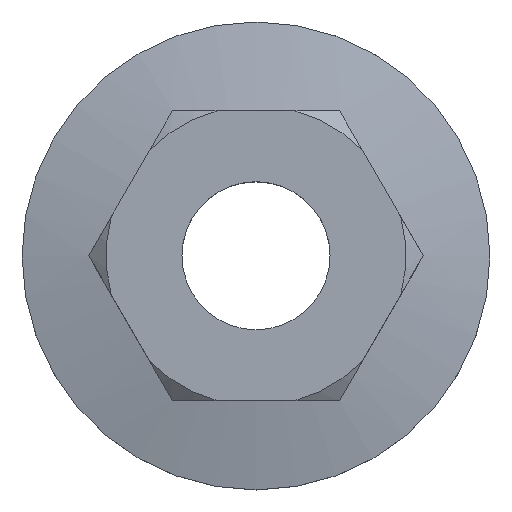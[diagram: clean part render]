
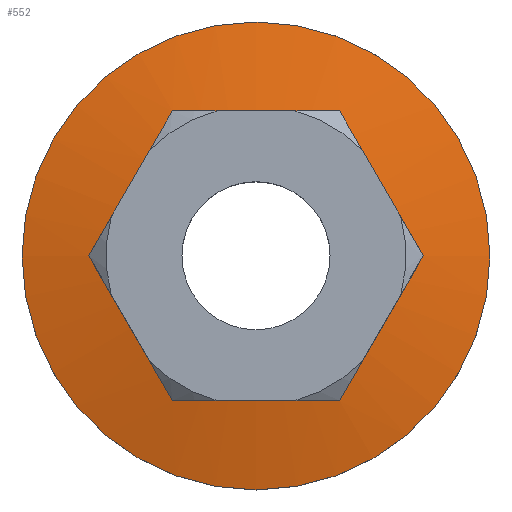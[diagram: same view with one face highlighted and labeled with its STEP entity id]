
A CAD part, top view. The second image highlights one B-rep face of the part: STEP entity #552.
In plain terms, the highlighted spherical face has radius 41.444 mm.
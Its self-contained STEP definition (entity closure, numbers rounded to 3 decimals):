
#90=ORIENTED_EDGE('',*,*,#206,.T.);
#91=ORIENTED_EDGE('',*,*,#207,.F.);
#92=ORIENTED_EDGE('',*,*,#208,.T.);
#93=ORIENTED_EDGE('',*,*,#209,.F.);
#94=ORIENTED_EDGE('',*,*,#210,.T.);
#95=ORIENTED_EDGE('',*,*,#211,.F.);
#96=ORIENTED_EDGE('',*,*,#212,.T.);
#97=ORIENTED_EDGE('',*,*,#213,.F.);
#98=ORIENTED_EDGE('',*,*,#214,.T.);
#99=ORIENTED_EDGE('',*,*,#215,.F.);
#100=ORIENTED_EDGE('',*,*,#216,.T.);
#101=ORIENTED_EDGE('',*,*,#217,.F.);
#102=ORIENTED_EDGE('',*,*,#218,.F.);
#206=EDGE_CURVE('',#264,#265,#304,.T.);
#207=EDGE_CURVE('',#266,#265,#305,.F.);
#208=EDGE_CURVE('',#266,#267,#306,.T.);
#209=EDGE_CURVE('',#268,#267,#307,.F.);
#210=EDGE_CURVE('',#268,#269,#308,.T.);
#211=EDGE_CURVE('',#270,#269,#309,.F.);
#212=EDGE_CURVE('',#270,#271,#310,.T.);
#213=EDGE_CURVE('',#272,#271,#311,.F.);
#214=EDGE_CURVE('',#272,#273,#312,.T.);
#215=EDGE_CURVE('',#274,#273,#313,.F.);
#216=EDGE_CURVE('',#274,#275,#314,.T.);
#217=EDGE_CURVE('',#264,#275,#315,.F.);
#218=EDGE_CURVE('',#276,#276,#316,.T.);
#264=VERTEX_POINT('',#756);
#265=VERTEX_POINT('',#757);
#266=VERTEX_POINT('',#759);
#267=VERTEX_POINT('',#761);
#268=VERTEX_POINT('',#763);
#269=VERTEX_POINT('',#765);
#270=VERTEX_POINT('',#767);
#271=VERTEX_POINT('',#769);
#272=VERTEX_POINT('',#771);
#273=VERTEX_POINT('',#773);
#274=VERTEX_POINT('',#775);
#275=VERTEX_POINT('',#777);
#276=VERTEX_POINT('',#780);
#304=CIRCLE('',#581,40.931);
#305=CIRCLE('',#582,7.505);
#306=CIRCLE('',#583,40.931);
#307=CIRCLE('',#584,7.505);
#308=CIRCLE('',#585,40.931);
#309=CIRCLE('',#586,7.505);
#310=CIRCLE('',#587,40.931);
#311=CIRCLE('',#588,7.505);
#312=CIRCLE('',#589,40.931);
#313=CIRCLE('',#590,7.505);
#314=CIRCLE('',#591,40.931);
#315=CIRCLE('',#592,7.505);
#316=CIRCLE('',#593,10.5);
#332=EDGE_LOOP('',(#90,#91,#92,#93,#94,#95,#96,#97,#98,#99,#100,#101));
#333=EDGE_LOOP('',(#102));
#360=FACE_BOUND('',#332,.T.);
#361=FACE_BOUND('',#333,.T.);
#388=SPHERICAL_SURFACE('',#580,41.444);
#552=ADVANCED_FACE('',(#360,#361),#388,.T.);
#580=AXIS2_PLACEMENT_3D('',#754,#633,#634);
#581=AXIS2_PLACEMENT_3D('',#755,#635,#636);
#582=AXIS2_PLACEMENT_3D('',#758,#637,#638);
#583=AXIS2_PLACEMENT_3D('',#760,#639,#640);
#584=AXIS2_PLACEMENT_3D('',#762,#641,#642);
#585=AXIS2_PLACEMENT_3D('',#764,#643,#644);
#586=AXIS2_PLACEMENT_3D('',#766,#645,#646);
#587=AXIS2_PLACEMENT_3D('',#768,#647,#648);
#588=AXIS2_PLACEMENT_3D('',#770,#649,#650);
#589=AXIS2_PLACEMENT_3D('',#772,#651,#652);
#590=AXIS2_PLACEMENT_3D('',#774,#653,#654);
#591=AXIS2_PLACEMENT_3D('',#776,#655,#656);
#592=AXIS2_PLACEMENT_3D('',#778,#657,#658);
#593=AXIS2_PLACEMENT_3D('',#779,#659,#660);
#633=DIRECTION('',(0.,0.,-1.));
#634=DIRECTION('',(0.,1.,0.));
#635=DIRECTION('',(0.,1.,0.));
#636=DIRECTION('',(0.,0.,1.));
#637=DIRECTION('',(0.,0.,-1.));
#638=DIRECTION('',(-1.,0.,0.));
#639=DIRECTION('',(0.866,0.5,0.));
#640=DIRECTION('',(-0.5,0.866,0.));
#641=DIRECTION('',(0.,0.,-1.));
#642=DIRECTION('',(-1.,0.,0.));
#643=DIRECTION('',(0.866,-0.5,0.));
#644=DIRECTION('',(0.5,0.866,0.));
#645=DIRECTION('',(0.,0.,-1.));
#646=DIRECTION('',(-1.,0.,0.));
#647=DIRECTION('',(0.,-1.,0.));
#648=DIRECTION('',(0.,0.,-1.));
#649=DIRECTION('',(0.,0.,-1.));
#650=DIRECTION('',(-1.,0.,0.));
#651=DIRECTION('',(-0.866,-0.5,0.));
#652=DIRECTION('',(0.5,-0.866,0.));
#653=DIRECTION('',(0.,0.,-1.));
#654=DIRECTION('',(-1.,0.,0.));
#655=DIRECTION('',(-0.866,0.5,0.));
#656=DIRECTION('',(-0.5,-0.866,0.));
#657=DIRECTION('',(0.,0.,-1.));
#658=DIRECTION('',(-1.,0.,0.));
#659=DIRECTION('',(0.,0.,-1.));
#660=DIRECTION('',(-1.,0.,0.));
#754=CARTESIAN_POINT('',(0.,0.,-38.392));
#755=CARTESIAN_POINT('',(0.,6.5,-38.392));
#756=CARTESIAN_POINT('',(-3.752,6.5,2.367));
#757=CARTESIAN_POINT('',(3.752,6.5,2.367));
#758=CARTESIAN_POINT('',(0.,0.,2.367));
#759=CARTESIAN_POINT('',(3.753,6.499,2.367));
#760=CARTESIAN_POINT('',(5.629,3.25,-38.392));
#761=CARTESIAN_POINT('',(7.505,0.001,2.367));
#762=CARTESIAN_POINT('',(0.,0.,2.367));
#763=CARTESIAN_POINT('',(7.505,-0.001,2.367));
#764=CARTESIAN_POINT('',(5.629,-3.25,-38.392));
#765=CARTESIAN_POINT('',(3.753,-6.499,2.367));
#766=CARTESIAN_POINT('',(0.,0.,2.367));
#767=CARTESIAN_POINT('',(3.752,-6.5,2.367));
#768=CARTESIAN_POINT('',(0.,-6.5,-38.392));
#769=CARTESIAN_POINT('',(-3.752,-6.5,2.367));
#770=CARTESIAN_POINT('',(0.,0.,2.367));
#771=CARTESIAN_POINT('',(-3.753,-6.499,2.367));
#772=CARTESIAN_POINT('',(-5.629,-3.25,-38.392));
#773=CARTESIAN_POINT('',(-7.505,-0.001,2.367));
#774=CARTESIAN_POINT('',(0.,0.,2.367));
#775=CARTESIAN_POINT('',(-7.505,0.001,2.367));
#776=CARTESIAN_POINT('',(-5.629,3.25,-38.392));
#777=CARTESIAN_POINT('',(-3.753,6.499,2.367));
#778=CARTESIAN_POINT('',(0.,0.,2.367));
#779=CARTESIAN_POINT('',(0.,0.,1.7));
#780=CARTESIAN_POINT('',(-10.5,0.,1.7));
